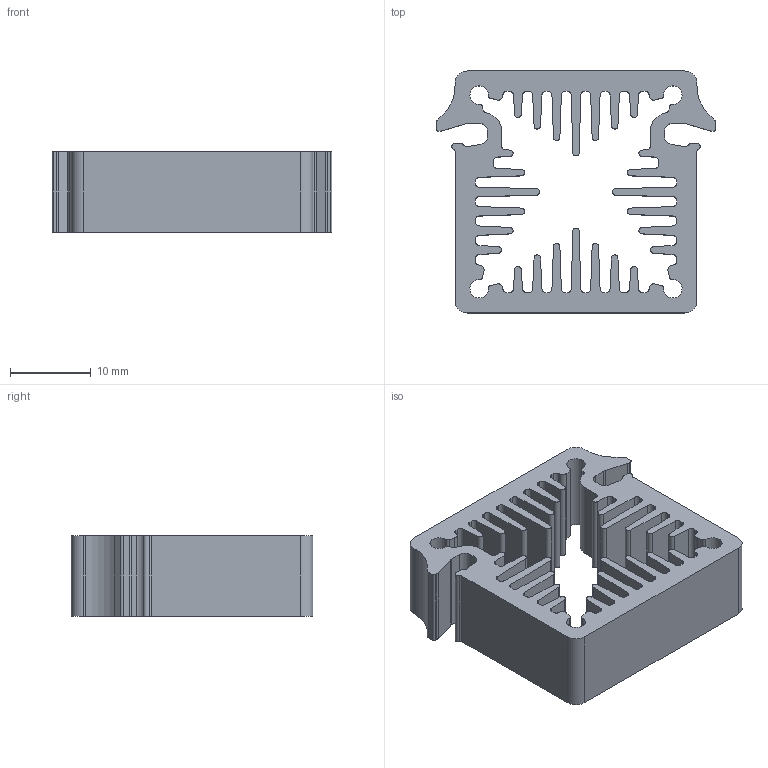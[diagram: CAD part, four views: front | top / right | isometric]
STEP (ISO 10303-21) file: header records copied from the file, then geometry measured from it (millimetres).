
FILE_DESCRIPTION((''),'2;1');
FILE_NAME('LAM_3_K.stp','2014-01-15T13:03:52',('lochen'),(''),'Autodesk Inventor 2012','Autodesk Inventor 2012','');
FILE_SCHEMA(('AUTOMOTIVE_DESIGN { 1 0 10303 214 1 1 1 1 }'));
Length unit declared in the file: millimetre
Products named in the file (1): LAM_3_K
Bounding box: 34.69 x 30 x 10 mm (x, y, z)
Volume: 4407 mm3; surface area: 5783.6 mm2
Topology: 1 solids, 1 shells, 252 faces, 750 edges, 500 vertices
Faces by surface type: cylinder 132, plane 120
Entity records: 8575 total; most frequent: DIRECTION 1520, CARTESIAN_POINT 1503, ORIENTED_EDGE 1500, EDGE_CURVE 750, AXIS2_PLACEMENT_3D 517, VERTEX_POINT 500, VECTOR 486, LINE 486
